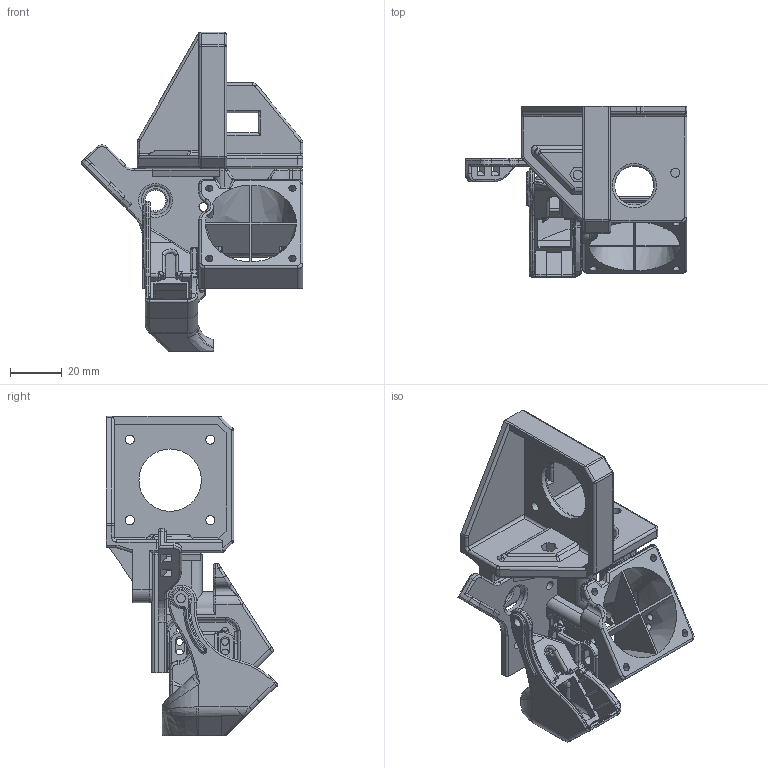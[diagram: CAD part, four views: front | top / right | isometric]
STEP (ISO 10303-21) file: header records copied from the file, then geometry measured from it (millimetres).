
FILE_DESCRIPTION(/* description */ (''),/* implementation_level */ '2;1');
FILE_NAME(/* name */ 'Direct Drive_Original DD Base_1_26 v4.step',/* time_stamp */ '2020-06-19T10:12:44+01:00',/* author */ (''),/* organization */ (''),/* preprocessor_version */ 'ST-DEVELOPER v18.1',/* originating_system */ 'Autodesk Translation Framework v9.3.0.1241',/* authorisation */ '');
FILE_SCHEMA (('AUTOMOTIVE_DESIGN { 1 0 10303 214 3 1 1 }'));
Length unit declared in the file: millimetre
Products named in the file (1): (Unsaved)
Bounding box: 85.3 x 65.82 x 122.94 mm (x, y, z)
Volume: 65369.5 mm3; surface area: 44114.1 mm2
Topology: 3 solids, 3 shells, 880 faces, 2331 edges, 1440 vertices
Faces by surface type: cylinder 326, plane 291, bspline 140, torus 94, sphere 24, cone 5
Full cylindrical faces by diameter (mm): 2.4 x4, 2.7 x12, 2.75 x4, 3.5 x13, 6 x1, 8 x2, 11 x1, 15 x1, 24 x1
Entity records: 33930 total; most frequent: CARTESIAN_POINT 12467, ORIENTED_EDGE 4634, DIRECTION 4305, EDGE_CURVE 2317, AXIS2_PLACEMENT_3D 1589, VERTEX_POINT 1440, LINE 1127, VECTOR 1127
